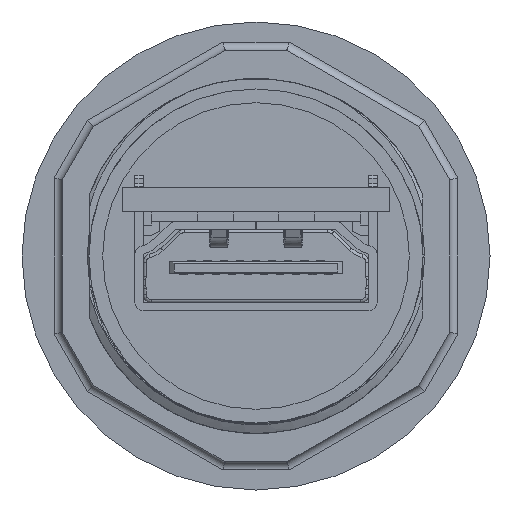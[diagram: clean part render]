
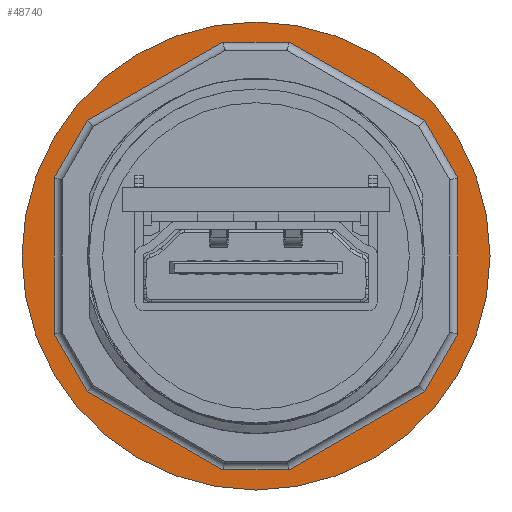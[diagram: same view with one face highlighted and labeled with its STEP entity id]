
A CAD part, front view. The second image highlights one B-rep face of the part: STEP entity #48740.
In plain terms, the highlighted planar face has unit normal (0, -1, 0).
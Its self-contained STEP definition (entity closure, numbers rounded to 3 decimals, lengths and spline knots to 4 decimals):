
#1477=FACE_BOUND('',#16377,.T.);
#6421=LINE('',#80833,#11515);
#6423=LINE('',#80841,#11517);
#6425=LINE('',#80847,#11519);
#6427=LINE('',#80853,#11521);
#6429=LINE('',#80859,#11523);
#6431=LINE('',#80865,#11525);
#6433=LINE('',#80871,#11527);
#6435=LINE('',#80877,#11529);
#6437=LINE('',#80883,#11531);
#6439=LINE('',#80889,#11533);
#6441=LINE('',#80895,#11535);
#6443=LINE('',#80900,#11537);
#11515=VECTOR('',#64060,1.);
#11517=VECTOR('',#64068,1.);
#11519=VECTOR('',#64074,1.);
#11521=VECTOR('',#64080,1.);
#11523=VECTOR('',#64086,1.);
#11525=VECTOR('',#64092,1.);
#11527=VECTOR('',#64098,1.);
#11529=VECTOR('',#64104,1.);
#11531=VECTOR('',#64110,1.);
#11533=VECTOR('',#64116,1.);
#11535=VECTOR('',#64122,1.);
#11537=VECTOR('',#64128,1.);
#13891=FACE_OUTER_BOUND('',#16376,.T.);
#16376=EDGE_LOOP('',(#41762));
#16377=EDGE_LOOP('',(#41763,#41764,#41765,#41766,#41767,#41768,#41769,#41770,
#41771,#41772,#41773,#41774));
#17737=CIRCLE('',#52288,1.45);
#21843=VERTEX_POINT('',#80831);
#21844=VERTEX_POINT('',#80832);
#21847=VERTEX_POINT('',#80840);
#21849=VERTEX_POINT('',#80846);
#21851=VERTEX_POINT('',#80852);
#21853=VERTEX_POINT('',#80858);
#21855=VERTEX_POINT('',#80864);
#21857=VERTEX_POINT('',#80870);
#21859=VERTEX_POINT('',#80876);
#21861=VERTEX_POINT('',#80882);
#21863=VERTEX_POINT('',#80888);
#21865=VERTEX_POINT('',#80894);
#21874=VERTEX_POINT('',#80929);
#28513=EDGE_CURVE('',#21843,#21844,#6421,.T.);
#28517=EDGE_CURVE('',#21844,#21847,#6423,.T.);
#28520=EDGE_CURVE('',#21847,#21849,#6425,.T.);
#28523=EDGE_CURVE('',#21849,#21851,#6427,.T.);
#28526=EDGE_CURVE('',#21851,#21853,#6429,.T.);
#28529=EDGE_CURVE('',#21853,#21855,#6431,.T.);
#28532=EDGE_CURVE('',#21855,#21857,#6433,.T.);
#28535=EDGE_CURVE('',#21857,#21859,#6435,.T.);
#28538=EDGE_CURVE('',#21859,#21861,#6437,.T.);
#28541=EDGE_CURVE('',#21861,#21863,#6439,.T.);
#28544=EDGE_CURVE('',#21863,#21865,#6441,.T.);
#28547=EDGE_CURVE('',#21865,#21843,#6443,.T.);
#28562=EDGE_CURVE('',#21874,#21874,#17737,.T.);
#41762=ORIENTED_EDGE('',*,*,#28562,.F.);
#41763=ORIENTED_EDGE('',*,*,#28513,.F.);
#41764=ORIENTED_EDGE('',*,*,#28547,.F.);
#41765=ORIENTED_EDGE('',*,*,#28544,.F.);
#41766=ORIENTED_EDGE('',*,*,#28541,.F.);
#41767=ORIENTED_EDGE('',*,*,#28538,.F.);
#41768=ORIENTED_EDGE('',*,*,#28535,.F.);
#41769=ORIENTED_EDGE('',*,*,#28532,.F.);
#41770=ORIENTED_EDGE('',*,*,#28529,.F.);
#41771=ORIENTED_EDGE('',*,*,#28526,.F.);
#41772=ORIENTED_EDGE('',*,*,#28523,.F.);
#41773=ORIENTED_EDGE('',*,*,#28520,.F.);
#41774=ORIENTED_EDGE('',*,*,#28517,.F.);
#44113=PLANE('',#52287);
#48740=ADVANCED_FACE('',(#13891,#1477),#44113,.F.);
#52287=AXIS2_PLACEMENT_3D('',#80928,#64155,#64156);
#52288=AXIS2_PLACEMENT_3D('',#80930,#64157,#64158);
#64060=DIRECTION('',(0.5,0.,-0.866));
#64068=DIRECTION('',(0.866,0.,-0.5));
#64074=DIRECTION('',(1.,0.,0.));
#64080=DIRECTION('',(0.866,0.,0.5));
#64086=DIRECTION('',(0.5,0.,0.866));
#64092=DIRECTION('',(0.,0.,1.));
#64098=DIRECTION('',(-0.5,0.,0.866));
#64104=DIRECTION('',(-0.866,0.,0.5));
#64110=DIRECTION('',(-1.,0.,0.));
#64116=DIRECTION('',(-0.866,0.,-0.5));
#64122=DIRECTION('',(-0.5,0.,-0.866));
#64128=DIRECTION('',(0.,0.,-1.));
#64155=DIRECTION('center_axis',(0.,1.,0.));
#64156=DIRECTION('ref_axis',(0.,0.,1.));
#64157=DIRECTION('center_axis',(0.,1.,0.));
#64158=DIRECTION('ref_axis',(-1.,0.,0.));
#80831=CARTESIAN_POINT('',(-1.25,0.33,-0.4849));
#80832=CARTESIAN_POINT('',(-1.045,0.33,-0.8401));
#80833=CARTESIAN_POINT('',(-1.0996,0.33,-0.7455));
#80840=CARTESIAN_POINT('',(-0.205,0.33,-1.325));
#80841=CARTESIAN_POINT('',(-0.4208,0.33,-1.2004));
#80846=CARTESIAN_POINT('',(0.205,0.33,-1.325));
#80847=CARTESIAN_POINT('',(0.0958,0.33,-1.325));
#80852=CARTESIAN_POINT('',(1.045,0.33,-0.8401));
#80853=CARTESIAN_POINT('',(0.8292,0.33,-0.9646));
#80858=CARTESIAN_POINT('',(1.25,0.33,-0.4849));
#80859=CARTESIAN_POINT('',(1.1954,0.33,-0.5795));
#80864=CARTESIAN_POINT('',(1.25,0.33,0.4849));
#80865=CARTESIAN_POINT('',(1.25,0.33,0.2358));
#80870=CARTESIAN_POINT('',(1.045,0.33,0.8401));
#80871=CARTESIAN_POINT('',(1.0996,0.33,0.7455));
#80876=CARTESIAN_POINT('',(0.205,0.33,1.325));
#80877=CARTESIAN_POINT('',(0.4208,0.33,1.2004));
#80882=CARTESIAN_POINT('',(-0.205,0.33,1.325));
#80883=CARTESIAN_POINT('',(-0.0958,0.33,1.325));
#80888=CARTESIAN_POINT('',(-1.045,0.33,0.8401));
#80889=CARTESIAN_POINT('',(-0.8292,0.33,0.9646));
#80894=CARTESIAN_POINT('',(-1.25,0.33,0.4849));
#80895=CARTESIAN_POINT('',(-1.1954,0.33,0.5795));
#80900=CARTESIAN_POINT('',(-1.25,0.33,-0.2358));
#80928=CARTESIAN_POINT('Origin',(0.,0.33,0.));
#80929=CARTESIAN_POINT('',(-1.45,0.33,0.));
#80930=CARTESIAN_POINT('Origin',(0.,0.33,0.));
